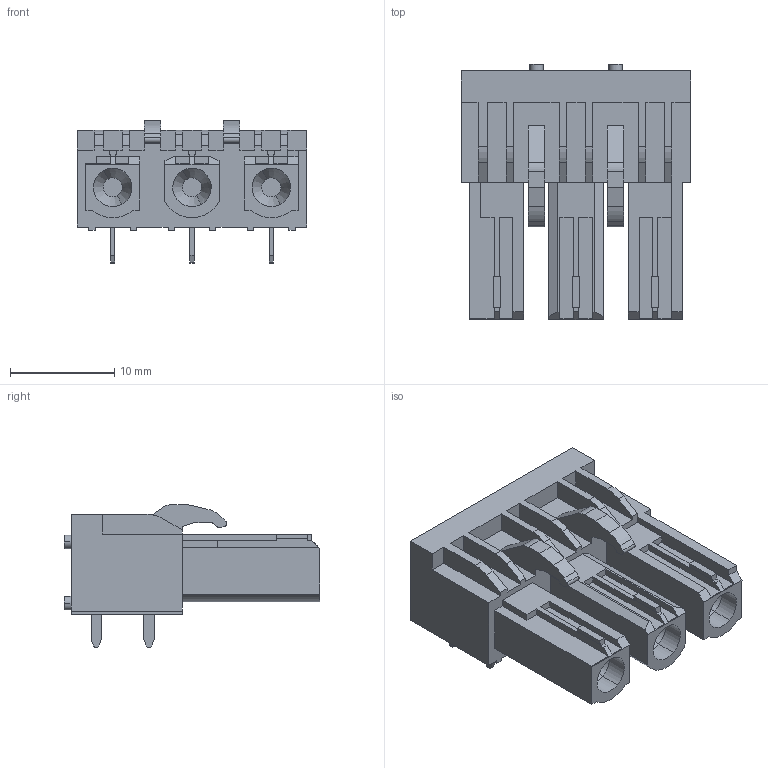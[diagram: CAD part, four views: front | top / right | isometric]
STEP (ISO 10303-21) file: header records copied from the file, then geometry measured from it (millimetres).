
FILE_DESCRIPTION(('CATIA V5 STEP Exchange','CAx-IF Rec.Pracs.--- Model Styling and Organization---1.2---2011-12-15'),'2;1');
FILE_NAME ('D1447580_0_1043240000_1043240000.stp','2018-09-18T06:17:21+00:00',('none'),('Weidmueller'),'CATIA Version 5-6 Release 2014','CATIA V5 STEP AP214','none');
FILE_SCHEMA(('AUTOMOTIVE_DESIGN { 1 0 10303 214 1 1 1 1 }'));
Length unit declared in the file: millimetre
Products named in the file (1): 1043240000
Bounding box: 22.04 x 24.54 x 13.74 mm (x, y, z)
Volume: 2971.8 mm3; surface area: 2417 mm2
Topology: 7 solids, 7 shells, 258 faces, 703 edges, 468 vertices
Faces by surface type: plane 207, cylinder 45, cone 6
Entity records: 7529 total; most frequent: ORIENTED_EDGE 1406, CARTESIAN_POINT 1337, DIRECTION 1033, EDGE_CURVE 703, VECTOR 607, LINE 607, VERTEX_POINT 468, EDGE_LOOP 267
